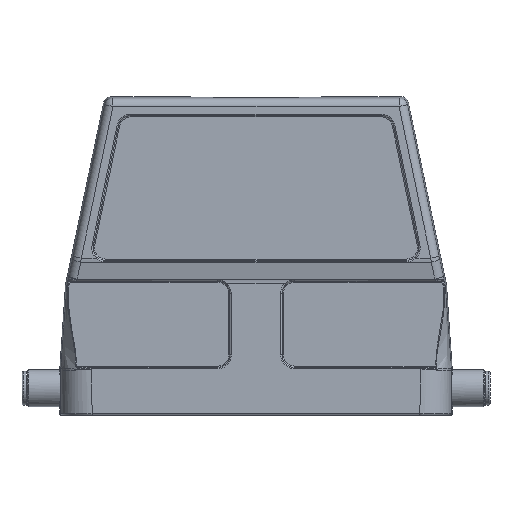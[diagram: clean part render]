
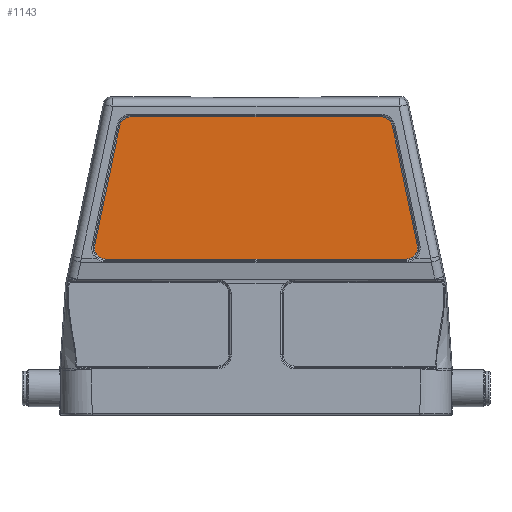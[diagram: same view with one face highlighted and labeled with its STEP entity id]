
A CAD part, front view. The second image highlights one B-rep face of the part: STEP entity #1143.
In plain terms, the highlighted planar face has unit normal (0, -1, 0).
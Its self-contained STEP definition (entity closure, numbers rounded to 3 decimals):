
#655=B_SPLINE_CURVE_WITH_KNOTS('',3,(#10351,#10352,#10353,#10354,#10355,
#10356,#10357,#10358,#10359,#10360),.UNSPECIFIED.,.F.,.F.,(4,2,2,2,4),(0.,
0.25,0.5,0.75,1.),.UNSPECIFIED.);
#656=B_SPLINE_CURVE_WITH_KNOTS('',3,(#10364,#10365,#10366,#10367,#10368,
#10369),.UNSPECIFIED.,.F.,.F.,(4,2,4),(0.,0.5,1.),.UNSPECIFIED.);
#657=B_SPLINE_CURVE_WITH_KNOTS('',3,(#10373,#10374,#10375,#10376,#10377,
#10378),.UNSPECIFIED.,.F.,.F.,(4,2,4),(0.,0.5,1.),.UNSPECIFIED.);
#658=B_SPLINE_CURVE_WITH_KNOTS('',3,(#10382,#10383,#10384,#10385,#10386,
#10387,#10388,#10389,#10390,#10391),.UNSPECIFIED.,.F.,.F.,(4,2,2,2,4),(0.,
0.25,0.5,0.75,1.),.UNSPECIFIED.);
#1143=ADVANCED_FACE('',(#1703),#1584,.T.);
#1584=PLANE('',#7237);
#1703=FACE_OUTER_BOUND('',#2134,.T.);
#2134=EDGE_LOOP('',(#3566,#3567,#3568,#3569,#3570,#3571,#3572,#3573));
#2699=LINE('',#10348,#3048);
#2700=LINE('',#10362,#3049);
#2701=LINE('',#10371,#3050);
#2702=LINE('',#10380,#3051);
#3048=VECTOR('',#7981,1.);
#3049=VECTOR('',#7982,1.);
#3050=VECTOR('',#7983,1.);
#3051=VECTOR('',#7984,1.);
#3566=ORIENTED_EDGE('',*,*,#6267,.T.);
#3567=ORIENTED_EDGE('',*,*,#6268,.T.);
#3568=ORIENTED_EDGE('',*,*,#6269,.T.);
#3569=ORIENTED_EDGE('',*,*,#6270,.T.);
#3570=ORIENTED_EDGE('',*,*,#6271,.T.);
#3571=ORIENTED_EDGE('',*,*,#6272,.T.);
#3572=ORIENTED_EDGE('',*,*,#6273,.T.);
#3573=ORIENTED_EDGE('',*,*,#6274,.T.);
#5599=VERTEX_POINT('',#10349);
#5600=VERTEX_POINT('',#10350);
#5601=VERTEX_POINT('',#10361);
#5602=VERTEX_POINT('',#10363);
#5603=VERTEX_POINT('',#10370);
#5604=VERTEX_POINT('',#10372);
#5605=VERTEX_POINT('',#10379);
#5606=VERTEX_POINT('',#10381);
#6267=EDGE_CURVE('',#5599,#5600,#2699,.T.);
#6268=EDGE_CURVE('',#5600,#5601,#655,.T.);
#6269=EDGE_CURVE('',#5601,#5602,#2700,.T.);
#6270=EDGE_CURVE('',#5602,#5603,#656,.T.);
#6271=EDGE_CURVE('',#5603,#5604,#2701,.T.);
#6272=EDGE_CURVE('',#5604,#5605,#657,.T.);
#6273=EDGE_CURVE('',#5605,#5606,#2702,.T.);
#6274=EDGE_CURVE('',#5606,#5599,#658,.T.);
#7237=AXIS2_PLACEMENT_3D('',#10392,#7985,#7986);
#7981=DIRECTION('',(-1.,0.,0.));
#7982=DIRECTION('',(-0.204,0.,-0.979));
#7983=DIRECTION('',(1.,0.,0.));
#7984=DIRECTION('',(-0.204,0.,0.979));
#7985=DIRECTION('',(0.,-1.,0.));
#7986=DIRECTION('',(1.,0.,0.));
#10348=CARTESIAN_POINT('',(-29.852,-21.499,-4.875));
#10349=CARTESIAN_POINT('',(29.852,-21.499,-4.875));
#10350=CARTESIAN_POINT('',(-29.852,-21.499,-4.875));
#10351=CARTESIAN_POINT('',(-29.852,-21.499,-4.875));
#10352=CARTESIAN_POINT('',(-30.127,-21.499,-4.875));
#10353=CARTESIAN_POINT('',(-30.385,-21.499,-4.909));
#10354=CARTESIAN_POINT('',(-30.985,-21.499,-5.104));
#10355=CARTESIAN_POINT('',(-31.312,-21.499,-5.279));
#10356=CARTESIAN_POINT('',(-31.835,-21.499,-5.715));
#10357=CARTESIAN_POINT('',(-32.065,-21.499,-6.008));
#10358=CARTESIAN_POINT('',(-32.348,-21.499,-6.522));
#10359=CARTESIAN_POINT('',(-32.429,-21.499,-6.75));
#10360=CARTESIAN_POINT('',(-32.484,-21.499,-7.014));
#10361=CARTESIAN_POINT('',(-32.484,-21.499,-7.014));
#10362=CARTESIAN_POINT('',(-38.431,-21.499,-35.485));
#10363=CARTESIAN_POINT('',(-38.431,-21.499,-35.485));
#10364=CARTESIAN_POINT('',(-38.431,-21.499,-35.485));
#10365=CARTESIAN_POINT('',(-38.595,-21.499,-36.27));
#10366=CARTESIAN_POINT('',(-38.387,-21.499,-37.12));
#10367=CARTESIAN_POINT('',(-37.391,-21.499,-38.346));
#10368=CARTESIAN_POINT('',(-36.602,-21.499,-38.723));
#10369=CARTESIAN_POINT('',(-35.799,-21.499,-38.724));
#10370=CARTESIAN_POINT('',(-35.799,-21.499,-38.724));
#10371=CARTESIAN_POINT('',(35.799,-21.499,-38.724));
#10372=CARTESIAN_POINT('',(35.799,-21.499,-38.724));
#10373=CARTESIAN_POINT('',(35.799,-21.499,-38.724));
#10374=CARTESIAN_POINT('',(36.601,-21.499,-38.723));
#10375=CARTESIAN_POINT('',(37.39,-21.499,-38.346));
#10376=CARTESIAN_POINT('',(38.386,-21.499,-37.121));
#10377=CARTESIAN_POINT('',(38.595,-21.499,-36.271));
#10378=CARTESIAN_POINT('',(38.431,-21.499,-35.485));
#10379=CARTESIAN_POINT('',(38.431,-21.499,-35.485));
#10380=CARTESIAN_POINT('',(32.484,-21.499,-7.014));
#10381=CARTESIAN_POINT('',(32.484,-21.499,-7.014));
#10382=CARTESIAN_POINT('',(32.484,-21.499,-7.014));
#10383=CARTESIAN_POINT('',(32.428,-21.499,-6.745));
#10384=CARTESIAN_POINT('',(32.342,-21.499,-6.499));
#10385=CARTESIAN_POINT('',(32.028,-21.499,-5.952));
#10386=CARTESIAN_POINT('',(31.79,-21.499,-5.667));
#10387=CARTESIAN_POINT('',(31.256,-21.499,-5.244));
#10388=CARTESIAN_POINT('',(30.922,-21.499,-5.079));
#10389=CARTESIAN_POINT('',(30.361,-21.499,-4.907));
#10390=CARTESIAN_POINT('',(30.122,-21.499,-4.875));
#10391=CARTESIAN_POINT('',(29.852,-21.499,-4.875));
#10392=CARTESIAN_POINT('',(0.,-21.499,0.));
